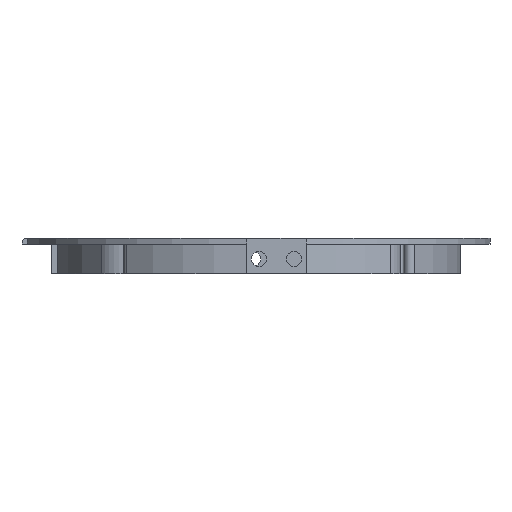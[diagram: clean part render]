
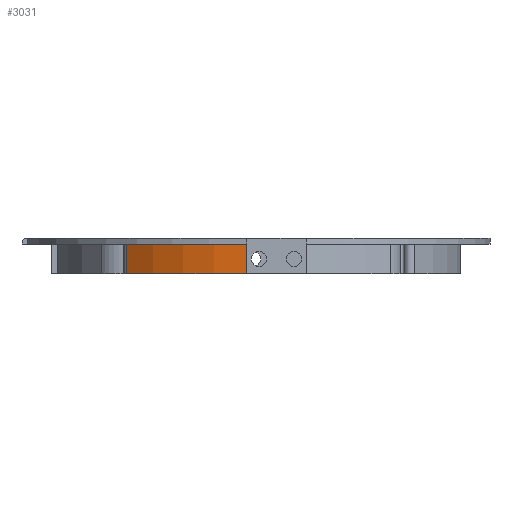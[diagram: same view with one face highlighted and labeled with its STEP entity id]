
A CAD part, left-side view. The second image highlights one B-rep face of the part: STEP entity #3031.
In plain terms, the highlighted cylindrical face has radius 35 mm (diameter 70 mm), a partial arc.
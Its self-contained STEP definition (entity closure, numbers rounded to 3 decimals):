
#66=CYLINDRICAL_SURFACE('',#3409,35.);
#332=LINE('',#5567,#560);
#359=LINE('',#5631,#587);
#560=VECTOR('',#4228,10.);
#587=VECTOR('',#4305,10.);
#785=CIRCLE('',#3331,35.);
#808=CIRCLE('',#3381,35.);
#1008=FACE_OUTER_BOUND('',#1203,.T.);
#1203=EDGE_LOOP('',(#2710,#2711,#2712,#2713));
#1495=VERTEX_POINT('',#5442);
#1496=VERTEX_POINT('',#5444);
#1524=VERTEX_POINT('',#5556);
#1525=VERTEX_POINT('',#5558);
#1861=EDGE_CURVE('',#1495,#1496,#785,.T.);
#1919=EDGE_CURVE('',#1525,#1524,#808,.T.);
#1924=EDGE_CURVE('',#1524,#1496,#332,.T.);
#1959=EDGE_CURVE('',#1525,#1495,#359,.T.);
#2710=ORIENTED_EDGE('',*,*,#1924,.T.);
#2711=ORIENTED_EDGE('',*,*,#1861,.F.);
#2712=ORIENTED_EDGE('',*,*,#1959,.F.);
#2713=ORIENTED_EDGE('',*,*,#1919,.T.);
#3031=ADVANCED_FACE('',(#1008),#66,.T.);
#3331=AXIS2_PLACEMENT_3D('',#5445,#4083,#4084);
#3381=AXIS2_PLACEMENT_3D('',#5559,#4218,#4219);
#3409=AXIS2_PLACEMENT_3D('',#5630,#4303,#4304);
#4083=DIRECTION('center_axis',(0.,0.,1.));
#4084=DIRECTION('ref_axis',(-0.723,0.691,0.));
#4218=DIRECTION('center_axis',(0.,0.,1.));
#4219=DIRECTION('ref_axis',(-0.723,0.691,0.));
#4228=DIRECTION('',(0.,0.,1.));
#4303=DIRECTION('center_axis',(0.,0.,1.));
#4304=DIRECTION('ref_axis',(-0.723,0.691,0.));
#4305=DIRECTION('',(0.,0.,1.));
#5442=CARTESIAN_POINT('',(-27.074,22.182,5.));
#5444=CARTESIAN_POINT('',(-34.966,1.55,5.));
#5445=CARTESIAN_POINT('Origin',(0.,0.,5.));
#5556=CARTESIAN_POINT('',(-34.966,1.55,0.));
#5558=CARTESIAN_POINT('',(-27.074,22.182,0.));
#5559=CARTESIAN_POINT('Origin',(0.,0.,0.));
#5567=CARTESIAN_POINT('',(-34.966,1.55,0.));
#5630=CARTESIAN_POINT('Origin',(0.,0.,0.));
#5631=CARTESIAN_POINT('',(-27.074,22.182,0.));
